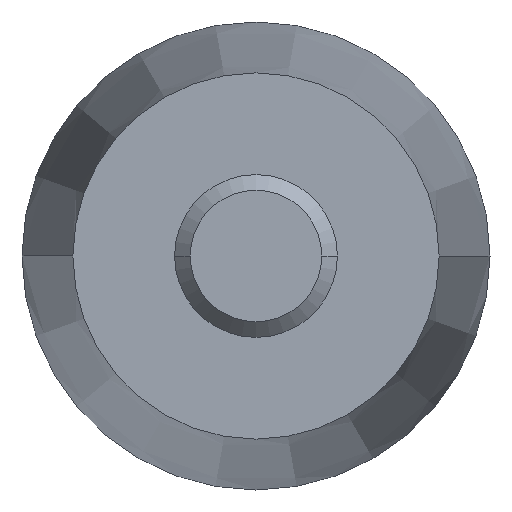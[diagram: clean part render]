
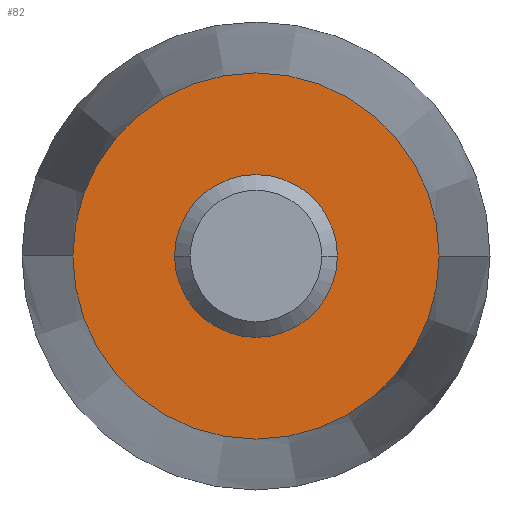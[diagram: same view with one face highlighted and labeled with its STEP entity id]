
A CAD part, front view. The second image highlights one B-rep face of the part: STEP entity #82.
In plain terms, the highlighted planar face has unit normal (0, -1, 0).
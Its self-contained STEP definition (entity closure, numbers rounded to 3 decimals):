
#82 = ADVANCED_FACE( '', ( #101, #102 ), #103, .T. );
#101 = FACE_BOUND( '', #124, .T. );
#102 = FACE_OUTER_BOUND( '', #125, .T. );
#103 = PLANE( '', #126 );
#124 = EDGE_LOOP( '', ( #180, #181 ) );
#125 = EDGE_LOOP( '', ( #182, #183 ) );
#126 = AXIS2_PLACEMENT_3D( '', #184, #185, #186 );
#180 = ORIENTED_EDGE( '', *, *, #220, .T. );
#181 = ORIENTED_EDGE( '', *, *, #219, .T. );
#182 = ORIENTED_EDGE( '', *, *, #211, .F. );
#183 = ORIENTED_EDGE( '', *, *, #223, .F. );
#184 = CARTESIAN_POINT( '', ( 4.5, 0., 0. ) );
#185 = DIRECTION( '', ( 0., -1., 0. ) );
#186 = DIRECTION( '', ( -1., 0., 0. ) );
#211 = EDGE_CURVE( '', #234, #236, #237, .T. );
#219 = EDGE_CURVE( '', #247, #249, #251, .T. );
#220 = EDGE_CURVE( '', #249, #247, #252, .T. );
#223 = EDGE_CURVE( '', #236, #234, #255, .T. );
#234 = VERTEX_POINT( '', #268 );
#236 = VERTEX_POINT( '', #271 );
#237 = CIRCLE( '', #272, 9. );
#247 = VERTEX_POINT( '', #285 );
#249 = VERTEX_POINT( '', #288 );
#251 = CIRCLE( '', #291, 4. );
#252 = CIRCLE( '', #292, 4. );
#255 = CIRCLE( '', #295, 9. );
#268 = CARTESIAN_POINT( '', ( 9., 0., 0. ) );
#271 = CARTESIAN_POINT( '', ( -9., 0., 0. ) );
#272 = AXIS2_PLACEMENT_3D( '', #307, #308, #309 );
#285 = CARTESIAN_POINT( '', ( 4., 0., 0. ) );
#288 = CARTESIAN_POINT( '', ( -4., 0., 0. ) );
#291 = AXIS2_PLACEMENT_3D( '', #321, #322, #323 );
#292 = AXIS2_PLACEMENT_3D( '', #324, #325, #326 );
#295 = AXIS2_PLACEMENT_3D( '', #333, #334, #335 );
#307 = CARTESIAN_POINT( '', ( 0., 0., 0. ) );
#308 = DIRECTION( '', ( 0., 1., 0. ) );
#309 = DIRECTION( '', ( 1., 0., 0. ) );
#321 = CARTESIAN_POINT( '', ( 0., 0., 0. ) );
#322 = DIRECTION( '', ( 0., 1., 0. ) );
#323 = DIRECTION( '', ( 1., 0., 0. ) );
#324 = CARTESIAN_POINT( '', ( 0., 0., 0. ) );
#325 = DIRECTION( '', ( 0., 1., 0. ) );
#326 = DIRECTION( '', ( 1., 0., 0. ) );
#333 = CARTESIAN_POINT( '', ( 0., 0., 0. ) );
#334 = DIRECTION( '', ( 0., 1., 0. ) );
#335 = DIRECTION( '', ( 1., 0., 0. ) );
